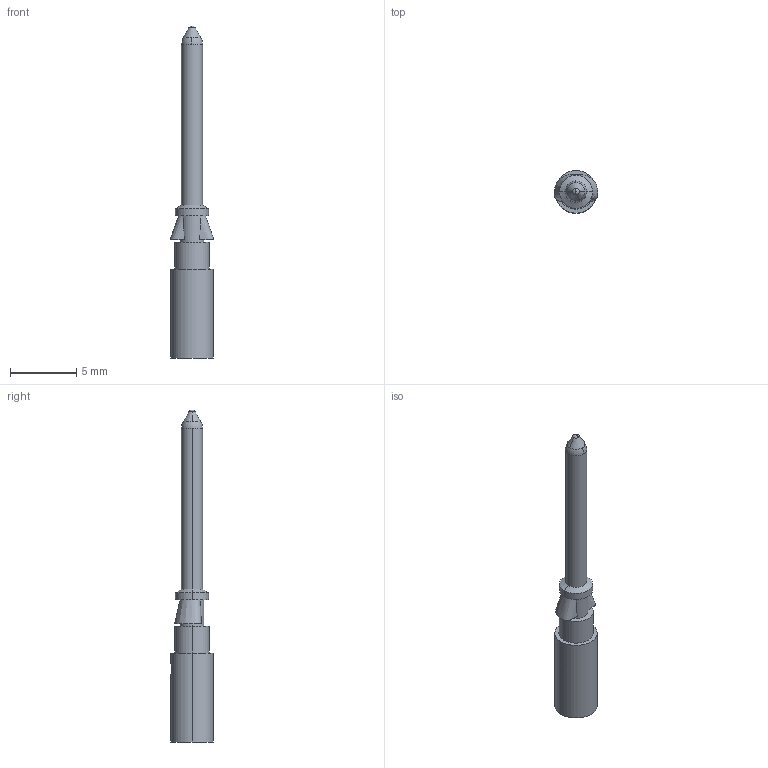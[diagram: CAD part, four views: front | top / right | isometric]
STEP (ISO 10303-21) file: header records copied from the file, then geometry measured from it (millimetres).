
FILE_DESCRIPTION (( 'STEP AP203' ), '1' );
FILE_NAME ('14104664.step', '2025-03-19T11:47:43', ( '' ), ( '' ), 'SwSTEP 2.0', 'SolidWorks 2024', '' );
FILE_SCHEMA (( 'CONFIG_CONTROL_DESIGN' ));
Length unit declared in the file: millimetre
Products named in the file (1): 14104664
Bounding box: 3.3 x 3.2 x 25 mm (x, y, z)
Volume: 76.5 mm3; surface area: 233.3 mm2
Topology: 1 solids, 1 shells, 33 faces, 77 edges, 47 vertices
Faces by surface type: cylinder 14, cone 8, plane 6, torus 4, bspline 1
Entity records: 1253 total; most frequent: CARTESIAN_POINT 405, DIRECTION 178, ORIENTED_EDGE 150, AXIS2_PLACEMENT_3D 78, EDGE_CURVE 75, VERTEX_POINT 47, CIRCLE 45, EDGE_LOOP 38
